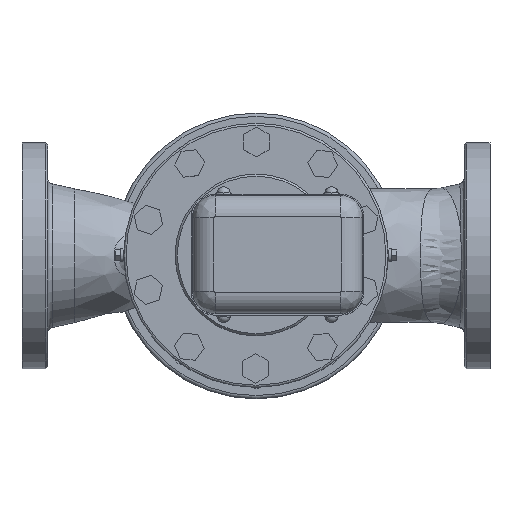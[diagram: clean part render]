
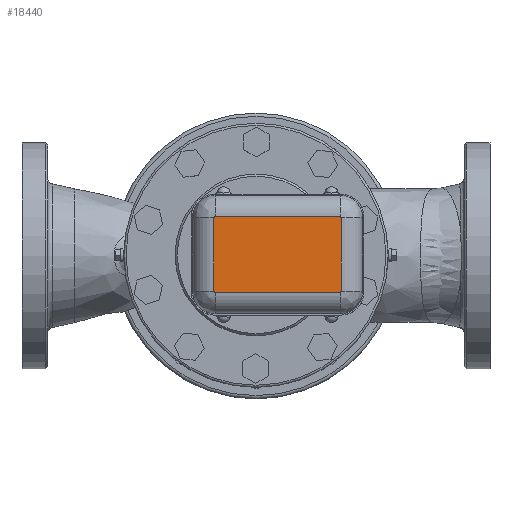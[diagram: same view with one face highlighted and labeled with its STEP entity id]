
A CAD part, top view. The second image highlights one B-rep face of the part: STEP entity #18440.
In plain terms, the highlighted planar face has unit normal (0, 0, 1).
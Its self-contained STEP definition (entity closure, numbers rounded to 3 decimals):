
#893=PLANE('',#19705);
#1559=LINE('',#31677,#3002);
#1562=LINE('',#31684,#3005);
#1563=LINE('',#31717,#3006);
#1566=LINE('',#31724,#3009);
#3002=VECTOR('',#21936,116.);
#3005=VECTOR('',#21943,68.);
#3006=VECTOR('',#21960,68.);
#3009=VECTOR('',#21967,116.);
#4481=FACE_OUTER_BOUND('',#5727,.T.);
#5727=EDGE_LOOP('',(#13402,#13403,#13404,#13405,#13406,#13407,#13408,#13409));
#7140=CIRCLE('',#19680,1.);
#7146=CIRCLE('',#19688,1.);
#7150=CIRCLE('',#19692,1.);
#7154=CIRCLE('',#19698,1.);
#8513=VERTEX_POINT('',#31666);
#8514=VERTEX_POINT('',#31668);
#8517=VERTEX_POINT('',#31675);
#8518=VERTEX_POINT('',#31680);
#8521=VERTEX_POINT('',#31695);
#8522=VERTEX_POINT('',#31708);
#8525=VERTEX_POINT('',#31715);
#8526=VERTEX_POINT('',#31720);
#10397=EDGE_CURVE('',#8513,#8514,#7140,.T.);
#10401=EDGE_CURVE('',#8517,#8513,#1559,.T.);
#10405=EDGE_CURVE('',#8514,#8518,#1562,.T.);
#10407=EDGE_CURVE('',#8521,#8517,#7146,.T.);
#10411=EDGE_CURVE('',#8518,#8522,#7150,.T.);
#10413=EDGE_CURVE('',#8525,#8521,#1563,.T.);
#10417=EDGE_CURVE('',#8522,#8526,#1566,.T.);
#10419=EDGE_CURVE('',#8526,#8525,#7154,.T.);
#13402=ORIENTED_EDGE('',*,*,#10397,.F.);
#13403=ORIENTED_EDGE('',*,*,#10401,.F.);
#13404=ORIENTED_EDGE('',*,*,#10407,.F.);
#13405=ORIENTED_EDGE('',*,*,#10413,.F.);
#13406=ORIENTED_EDGE('',*,*,#10419,.F.);
#13407=ORIENTED_EDGE('',*,*,#10417,.F.);
#13408=ORIENTED_EDGE('',*,*,#10411,.F.);
#13409=ORIENTED_EDGE('',*,*,#10405,.F.);
#18440=ADVANCED_FACE('',(#4481),#893,.T.);
#19680=AXIS2_PLACEMENT_3D('',#31669,#21926,#21927);
#19688=AXIS2_PLACEMENT_3D('',#31697,#21946,#21947);
#19692=AXIS2_PLACEMENT_3D('',#31712,#21954,#21955);
#19698=AXIS2_PLACEMENT_3D('',#31735,#21970,#21971);
#19705=AXIS2_PLACEMENT_3D('',#31754,#21991,#21992);
#21926=DIRECTION('center_axis',(0.,0.,
-1.));
#21927=DIRECTION('ref_axis',(-0.707,-0.707,0.));
#21936=DIRECTION('',(-1.,0.,0.));
#21943=DIRECTION('',(0.,1.,0.));
#21946=DIRECTION('center_axis',(0.,0.,
-1.));
#21947=DIRECTION('ref_axis',(0.707,-0.707,0.));
#21954=DIRECTION('center_axis',(0.,0.,
-1.));
#21955=DIRECTION('ref_axis',(-0.707,0.707,0.));
#21960=DIRECTION('',(0.,-1.,0.));
#21967=DIRECTION('',(1.,0.,0.));
#21970=DIRECTION('center_axis',(0.,0.,
-1.));
#21971=DIRECTION('ref_axis',(0.707,0.707,0.));
#21991=DIRECTION('center_axis',(0.,0.,
1.));
#21992=DIRECTION('ref_axis',(1.,0.,0.));
#31666=CARTESIAN_POINT('',(-38.,-35.,675.));
#31668=CARTESIAN_POINT('',(-39.,-34.,675.));
#31669=CARTESIAN_POINT('Origin',(-38.,-34.,675.));
#31675=CARTESIAN_POINT('',(78.,-35.,675.));
#31677=CARTESIAN_POINT('',(49.,-35.,675.));
#31680=CARTESIAN_POINT('',(-39.,34.,675.));
#31684=CARTESIAN_POINT('',(-39.,-17.,675.));
#31695=CARTESIAN_POINT('',(79.,-34.,675.));
#31697=CARTESIAN_POINT('Origin',(78.,-34.,675.));
#31708=CARTESIAN_POINT('',(-38.,35.,675.));
#31712=CARTESIAN_POINT('Origin',(-38.,34.,675.));
#31715=CARTESIAN_POINT('',(79.,34.,675.));
#31717=CARTESIAN_POINT('',(79.,17.,675.));
#31720=CARTESIAN_POINT('',(78.,35.,675.));
#31724=CARTESIAN_POINT('',(-9.,35.,675.));
#31735=CARTESIAN_POINT('Origin',(78.,34.,675.));
#31754=CARTESIAN_POINT('Origin',(20.,0.,675.));
